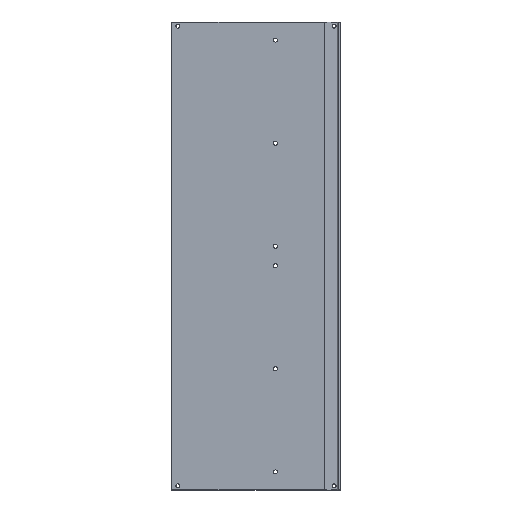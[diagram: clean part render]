
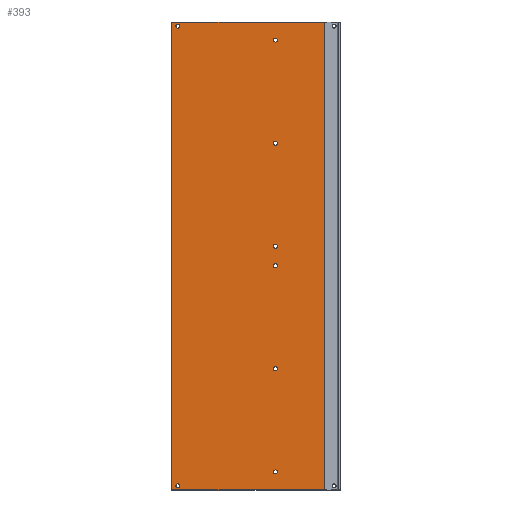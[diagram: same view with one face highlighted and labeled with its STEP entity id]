
A CAD part, top view. The second image highlights one B-rep face of the part: STEP entity #393.
In plain terms, the highlighted planar face has unit normal (0, 0, 1).
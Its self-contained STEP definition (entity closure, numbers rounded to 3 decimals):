
#17=FACE_BOUND('',#80,.T.);
#18=FACE_BOUND('',#81,.T.);
#19=FACE_BOUND('',#82,.T.);
#20=FACE_BOUND('',#83,.T.);
#21=FACE_BOUND('',#84,.T.);
#22=FACE_BOUND('',#85,.T.);
#23=FACE_BOUND('',#86,.T.);
#24=FACE_BOUND('',#87,.T.);
#37=PLANE('',#446);
#58=FACE_OUTER_BOUND('',#79,.T.);
#79=EDGE_LOOP('',(#319,#320,#321,#322));
#80=EDGE_LOOP('',(#323));
#81=EDGE_LOOP('',(#324));
#82=EDGE_LOOP('',(#325));
#83=EDGE_LOOP('',(#326));
#84=EDGE_LOOP('',(#327));
#85=EDGE_LOOP('',(#328));
#86=EDGE_LOOP('',(#329));
#87=EDGE_LOOP('',(#330));
#120=LINE('',#639,#151);
#121=LINE('',#642,#152);
#122=LINE('',#644,#153);
#123=LINE('',#645,#154);
#151=VECTOR('',#535,10.);
#152=VECTOR('',#538,10.);
#153=VECTOR('',#539,10.);
#154=VECTOR('',#540,10.);
#167=CIRCLE('',#416,1.55);
#170=CIRCLE('',#422,1.55);
#173=CIRCLE('',#428,1.55);
#175=CIRCLE('',#431,1.55);
#177=CIRCLE('',#434,1.55);
#179=CIRCLE('',#437,1.55);
#181=CIRCLE('',#440,1.55);
#183=CIRCLE('',#443,1.55);
#185=VERTEX_POINT('',#568);
#189=VERTEX_POINT('',#580);
#193=VERTEX_POINT('',#592);
#195=VERTEX_POINT('',#598);
#197=VERTEX_POINT('',#604);
#199=VERTEX_POINT('',#610);
#201=VERTEX_POINT('',#616);
#203=VERTEX_POINT('',#622);
#208=VERTEX_POINT('',#635);
#209=VERTEX_POINT('',#637);
#210=VERTEX_POINT('',#641);
#211=VERTEX_POINT('',#643);
#220=EDGE_CURVE('',#185,#185,#167,.T.);
#226=EDGE_CURVE('',#189,#189,#170,.T.);
#232=EDGE_CURVE('',#193,#193,#173,.T.);
#235=EDGE_CURVE('',#195,#195,#175,.T.);
#238=EDGE_CURVE('',#197,#197,#177,.T.);
#241=EDGE_CURVE('',#199,#199,#179,.T.);
#244=EDGE_CURVE('',#201,#201,#181,.T.);
#247=EDGE_CURVE('',#203,#203,#183,.T.);
#254=EDGE_CURVE('',#208,#209,#120,.T.);
#255=EDGE_CURVE('',#208,#210,#121,.T.);
#256=EDGE_CURVE('',#211,#209,#122,.T.);
#257=EDGE_CURVE('',#210,#211,#123,.T.);
#319=ORIENTED_EDGE('',*,*,#255,.F.);
#320=ORIENTED_EDGE('',*,*,#254,.T.);
#321=ORIENTED_EDGE('',*,*,#256,.F.);
#322=ORIENTED_EDGE('',*,*,#257,.F.);
#323=ORIENTED_EDGE('',*,*,#220,.T.);
#324=ORIENTED_EDGE('',*,*,#226,.T.);
#325=ORIENTED_EDGE('',*,*,#232,.T.);
#326=ORIENTED_EDGE('',*,*,#235,.T.);
#327=ORIENTED_EDGE('',*,*,#238,.T.);
#328=ORIENTED_EDGE('',*,*,#241,.T.);
#329=ORIENTED_EDGE('',*,*,#244,.T.);
#330=ORIENTED_EDGE('',*,*,#247,.T.);
#393=ADVANCED_FACE('',(#58,#17,#18,#19,#20,#21,#22,#23,#24),#37,.T.);
#416=AXIS2_PLACEMENT_3D('',#570,#460,#461);
#422=AXIS2_PLACEMENT_3D('',#582,#474,#475);
#428=AXIS2_PLACEMENT_3D('',#594,#488,#489);
#431=AXIS2_PLACEMENT_3D('',#600,#495,#496);
#434=AXIS2_PLACEMENT_3D('',#606,#502,#503);
#437=AXIS2_PLACEMENT_3D('',#612,#509,#510);
#440=AXIS2_PLACEMENT_3D('',#618,#516,#517);
#443=AXIS2_PLACEMENT_3D('',#624,#523,#524);
#446=AXIS2_PLACEMENT_3D('',#640,#536,#537);
#460=DIRECTION('center_axis',(0.,0.,-1.));
#461=DIRECTION('ref_axis',(-1.,0.,0.));
#474=DIRECTION('center_axis',(0.,0.,-1.));
#475=DIRECTION('ref_axis',(-1.,0.,0.));
#488=DIRECTION('center_axis',(0.,0.,-1.));
#489=DIRECTION('ref_axis',(-1.,0.,0.));
#495=DIRECTION('center_axis',(0.,0.,-1.));
#496=DIRECTION('ref_axis',(-1.,0.,0.));
#502=DIRECTION('center_axis',(0.,0.,-1.));
#503=DIRECTION('ref_axis',(-1.,0.,0.));
#509=DIRECTION('center_axis',(0.,0.,-1.));
#510=DIRECTION('ref_axis',(-1.,0.,0.));
#516=DIRECTION('center_axis',(0.,0.,-1.));
#517=DIRECTION('ref_axis',(-1.,0.,0.));
#523=DIRECTION('center_axis',(0.,0.,-1.));
#524=DIRECTION('ref_axis',(-1.,0.,0.));
#535=DIRECTION('',(0.,1.,0.));
#536=DIRECTION('center_axis',(0.,0.,1.));
#537=DIRECTION('ref_axis',(1.,0.,0.));
#538=DIRECTION('',(-1.,0.,0.));
#539=DIRECTION('',(1.,0.,0.));
#540=DIRECTION('',(0.,1.,0.));
#568=CARTESIAN_POINT('',(-122.504,3.2,-3.748));
#570=CARTESIAN_POINT('Origin',(-124.054,3.2,-3.748));
#580=CARTESIAN_POINT('',(-122.504,359.,-3.748));
#582=CARTESIAN_POINT('Origin',(-124.054,359.,-3.748));
#592=CARTESIAN_POINT('',(-47.091,14.013,-3.748));
#594=CARTESIAN_POINT('Origin',(-48.641,14.013,-3.748));
#598=CARTESIAN_POINT('',(-47.091,93.75,-3.748));
#600=CARTESIAN_POINT('Origin',(-48.641,93.75,-3.748));
#604=CARTESIAN_POINT('',(-47.091,188.713,-3.748));
#606=CARTESIAN_POINT('Origin',(-48.641,188.713,-3.748));
#610=CARTESIAN_POINT('',(-47.091,268.45,-3.748));
#612=CARTESIAN_POINT('Origin',(-48.641,268.45,-3.748));
#616=CARTESIAN_POINT('',(-47.091,348.187,-3.748));
#618=CARTESIAN_POINT('Origin',(-48.641,348.187,-3.748));
#622=CARTESIAN_POINT('',(-47.091,173.487,-3.748));
#624=CARTESIAN_POINT('Origin',(-48.641,173.487,-3.748));
#635=CARTESIAN_POINT('',(-10.504,0.,-3.748));
#637=CARTESIAN_POINT('',(-10.504,362.2,-3.748));
#639=CARTESIAN_POINT('',(-10.504,0.,-3.748));
#640=CARTESIAN_POINT('Origin',(-128.854,0.,-3.748));
#641=CARTESIAN_POINT('',(-128.854,0.,-3.748));
#642=CARTESIAN_POINT('',(-127.254,0.,-3.748));
#643=CARTESIAN_POINT('',(-128.854,362.2,-3.748));
#644=CARTESIAN_POINT('',(-127.254,362.2,-3.748));
#645=CARTESIAN_POINT('',(-128.854,0.,-3.748));
